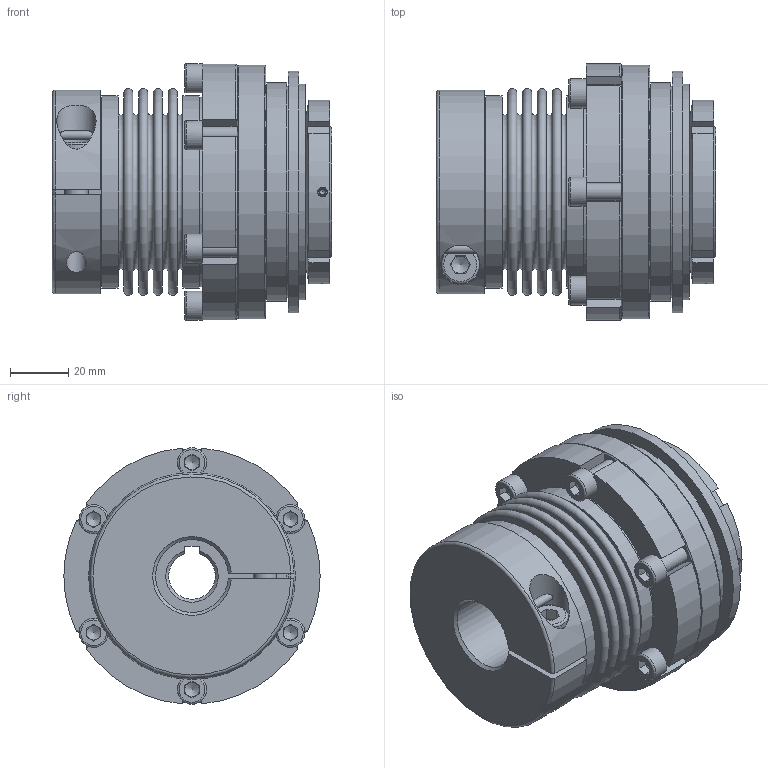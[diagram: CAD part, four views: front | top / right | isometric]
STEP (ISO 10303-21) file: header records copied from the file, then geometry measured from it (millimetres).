
FILE_DESCRIPTION( ( 'Unknown' ), '1' );
FILE_NAME( 'SKW-KP 150.stp', 'Unknown', ( 'Unknown' ), ( 'Unknown' ), 'PSStep 10.1', 'Unknown', ' ' );
FILE_SCHEMA( ( 'AUTOMOTIVE_DESIGN { 1 0 10303 214 1 1 1 1 }' ) );
Length unit declared in the file: millimetre
Products named in the file (1): 27920752
Bounding box: 96 x 88 x 88 mm (x, y, z)
Volume: 285337.3 mm3; surface area: 110993.1 mm2
Topology: 1 solids, 7 shells, 435 faces, 1151 edges, 739 vertices
Faces by surface type: plane 230, cylinder 84, torus 82, cone 21, sphere 17, bspline 1
Full cylindrical faces by diameter (mm): 2 x2, 3 x2, 3.3 x4, 5 x6, 6 x6, 6.8 x1, 8 x1, 8.6 x1, 10 x6, 13 x1, 13.5 x1, 42.5 x1, 44.8 x1, 45 x2, 46 x1, 46.1 x1, 46.5 x1, 49 x1, 50 x1, 52.3 x2, 56 x1, 60.8 x2, 65 x1, 66.2 x2, 68 x3, 72.6 x2, 74 x1, 75 x1, 83 x1, 87 x1
Entity records: 17365 total; most frequent: CARTESIAN_POINT 4188, DIRECTION 2020, ORIENTED_EDGE 1814, EDGE_CURVE 907, AXIS2_PLACEMENT_3D 829, VERTEX_POINT 645, EDGE_LOOP 643, FACE_OUTER_BOUND 522
